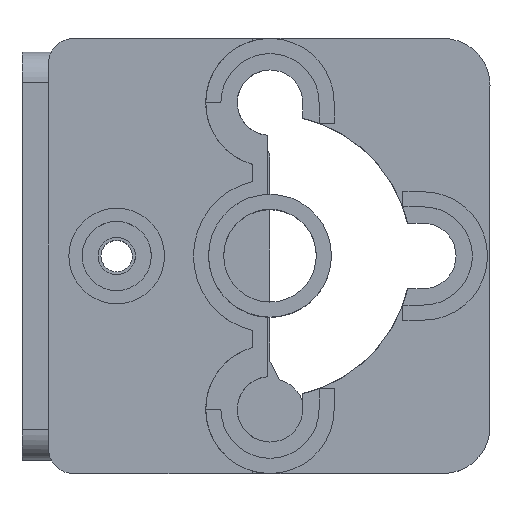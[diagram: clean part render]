
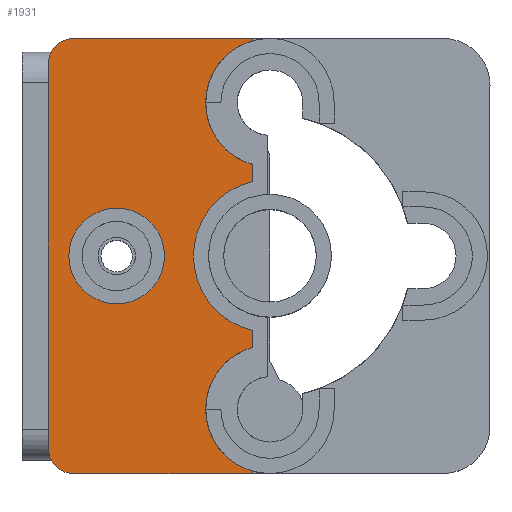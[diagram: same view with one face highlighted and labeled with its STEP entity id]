
A CAD part, top view. The second image highlights one B-rep face of the part: STEP entity #1931.
In plain terms, the highlighted planar face has unit normal (0, 0, 1).
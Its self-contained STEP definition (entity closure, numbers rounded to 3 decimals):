
#1274=CARTESIAN_POINT('POINT8707',(13.691,-7.514,
   28.854));
#1275=VERTEX_POINT('VERTEX8707',#1274);
#1282=CARTESIAN_POINT('POINT8708',(13.691,-9.24,
   28.854));
#1283=VERTEX_POINT('VERTEX8708',#1282);
#1284=CARTESIAN_POINT('POS14004',(13.691,0.,
   28.854));
#1285=DIRECTION('DIR20220',(0.,-1.,0.));
#1286=VECTOR('VEC7788',#1285,25.4);
#1287=LINE('STRAIGHT7788',#1284,#1286);
#1288=EDGE_CURVE('EDGE13120',#1275,#1283,#1287,.T.);
#1323=CARTESIAN_POINT('POINT8710',(13.691,-21.697,
   28.854));
#1324=VERTEX_POINT('VERTEX8710',#1323);
#1325=CARTESIAN_POINT('POS14009',(15.469,-15.469,
   28.854));
#1326=DIRECTION('DIR20227',(0.,0.,-1.));
#1327=DIRECTION('DIR20228',(0.,-1.,0.));
#1328=AXIS2_PLACEMENT_3D('AXIS6219',#1325,#1326,#1327);
#1329=CIRCLE('ELLIPSE2804',#1328,6.477);
#1330=EDGE_CURVE('EDGE13124',#1324,#1283,#1329,.T.);
#1350=CARTESIAN_POINT('POINT8713',(13.691,21.697,
   28.854));
#1351=VERTEX_POINT('VERTEX8713',#1350);
#1358=CARTESIAN_POINT('POINT8714',(13.691,9.24,
   28.854));
#1359=VERTEX_POINT('VERTEX8714',#1358);
#1360=CARTESIAN_POINT('POS14012',(15.469,15.469,28.854
   ));
#1361=DIRECTION('DIR20231',(0.,0.,-1.));
#1362=DIRECTION('DIR20232',(0.,-1.,0.));
#1363=AXIS2_PLACEMENT_3D('AXIS6220',#1360,#1361,#1362);
#1364=CIRCLE('ELLIPSE2805',#1363,6.477);
#1365=EDGE_CURVE('EDGE13129',#1359,#1351,#1364,.T.);
#1387=CARTESIAN_POINT('POINT8716',(13.691,7.514,
   28.854));
#1388=VERTEX_POINT('VERTEX8716',#1387);
#1400=EDGE_CURVE('EDGE13134',#1359,#1388,#1287,.T.);
#1406=CARTESIAN_POINT('POS14016',(15.469,0.,
   28.854));
#1407=DIRECTION('DIR20237',(0.,0.,-1.));
#1408=DIRECTION('DIR20238',(0.,-1.,0.));
#1409=AXIS2_PLACEMENT_3D('AXIS6222',#1406,#1407,#1408);
#1410=CIRCLE('ELLIPSE2807',#1409,7.722);
#1411=EDGE_CURVE('EDGE13135',#1275,#1388,#1410,.T.);
#1429=CARTESIAN_POINT('POINT8718',(0.,-4.826,
   28.854));
#1430=VERTEX_POINT('VERTEX8718',#1429);
#1438=CARTESIAN_POINT('POINT8719',(0.,4.826,
   28.854));
#1439=VERTEX_POINT('VERTEX8719',#1438);
#1446=CARTESIAN_POINT('POS14021',(0.,0.,
   28.854));
#1447=DIRECTION('DIR20245',(0.,0.,-1.));
#1448=DIRECTION('DIR20246',(0.,-1.,0.));
#1449=AXIS2_PLACEMENT_3D('AXIS6225',#1446,#1447,#1448);
#1450=CIRCLE('ELLIPSE2809',#1449,4.826);
#1451=EDGE_CURVE('EDGE13139',#1430,#1439,#1450,.T.);
#1462=EDGE_CURVE('EDGE13140',#1439,#1430,#1450,.T.);
#1507=CARTESIAN_POINT('POINT8724',(13.691,-21.946,
   28.854));
#1508=VERTEX_POINT('VERTEX8724',#1507);
#1509=EDGE_CURVE('EDGE13145',#1324,#1508,#1287,.T.);
#1860=CARTESIAN_POINT('POINT8748',(13.691,21.946,
   28.854));
#1861=VERTEX_POINT('VERTEX8748',#1860);
#1868=EDGE_CURVE('EDGE13182',#1861,#1351,#1287,.T.);
#1873=ORIENTED_EDGE('COEDGE26326',*,*,#1462,.T.);
#1874=ORIENTED_EDGE('COEDGE26327',*,*,#1451,.T.);
#1875=EDGE_LOOP('NONE',(#1873,#1874));
#1876=FACE_BOUND('LOOP1',#1875,.T.);
#1877=ORIENTED_EDGE('COEDGE26328',*,*,#1411,.T.);
#1878=ORIENTED_EDGE('COEDGE26329',*,*,#1400,.F.);
#1879=ORIENTED_EDGE('COEDGE26330',*,*,#1365,.T.);
#1880=ORIENTED_EDGE('COEDGE26331',*,*,#1868,.F.);
#1881=CARTESIAN_POINT('POINT8749',(-4.343,21.946,
   28.854));
#1882=VERTEX_POINT('VERTEX8749',#1881);
#1883=CARTESIAN_POINT('POS14057',(-1.676,21.946,
   28.854));
#1884=DIRECTION('DIR20303',(1.,0.,0.));
#1885=VECTOR('VEC7811',#1884,25.4);
#1886=LINE('STRAIGHT7811',#1883,#1885);
#1887=EDGE_CURVE('EDGE13183',#1882,#1861,#1886,.T.);
#1888=ORIENTED_EDGE('COEDGE26332',*,*,#1887,.F.);
#1889=CARTESIAN_POINT('POINT8750',(-6.883,19.406,
   28.854));
#1890=VERTEX_POINT('VERTEX8750',#1889);
#1891=CARTESIAN_POINT('POS14058',(-4.343,
   19.406,28.854));
#1892=DIRECTION('DIR20304',(0.,0.,-1.));
#1893=DIRECTION('DIR20305',(0.,1.,0.));
#1894=AXIS2_PLACEMENT_3D('AXIS6247',#1891,#1892,#1893);
#1895=CIRCLE('ELLIPSE2822',#1894,2.54);
#1896=EDGE_CURVE('EDGE13184',#1890,#1882,#1895,.T.);
#1897=ORIENTED_EDGE('COEDGE26333',*,*,#1896,.F.);
#1898=CARTESIAN_POINT('POINT8751',(-6.883,-19.406,
   28.854));
#1899=VERTEX_POINT('VERTEX8751',#1898);
#1900=CARTESIAN_POINT('POS14059',(-6.883,0.,28.854));
#1901=DIRECTION('DIR20306',(0.,1.,0.));
#1902=VECTOR('VEC7812',#1901,25.4);
#1903=LINE('STRAIGHT7812',#1900,#1902);
#1904=EDGE_CURVE('EDGE13185',#1899,#1890,#1903,.T.);
#1905=ORIENTED_EDGE('COEDGE26334',*,*,#1904,.F.);
#1906=CARTESIAN_POINT('POINT8752',(-4.343,
   -21.946,28.854));
#1907=VERTEX_POINT('VERTEX8752',#1906);
#1908=CARTESIAN_POINT('POS14060',(-4.343,
   -19.406,28.854));
#1909=DIRECTION('DIR20307',(0.,0.,-1.));
#1910=DIRECTION('DIR20308',(-1.,0.,0.));
#1911=AXIS2_PLACEMENT_3D('AXIS6248',#1908,#1909,#1910);
#1912=CIRCLE('ELLIPSE2823',#1911,2.54);
#1913=EDGE_CURVE('EDGE13186',#1907,#1899,#1912,.T.);
#1914=ORIENTED_EDGE('COEDGE26335',*,*,#1913,.F.);
#1915=CARTESIAN_POINT('POS14061',(16.98,-21.946,
   28.854));
#1916=DIRECTION('DIR20309',(-1.,0.,0.));
#1917=VECTOR('VEC7813',#1916,25.4);
#1918=LINE('STRAIGHT7813',#1915,#1917);
#1919=EDGE_CURVE('EDGE13187',#1508,#1907,#1918,.T.);
#1920=ORIENTED_EDGE('COEDGE26336',*,*,#1919,.F.);
#1921=ORIENTED_EDGE('COEDGE26337',*,*,#1509,.F.);
#1922=ORIENTED_EDGE('COEDGE26338',*,*,#1330,.T.);
#1923=ORIENTED_EDGE('COEDGE26339',*,*,#1288,.F.);
#1924=EDGE_LOOP('NONE',(#1877,#1878,#1879,#1880,#1888,#1897,#1905,#1914,
   #1920,#1921,#1922,#1923));
#1925=FACE_BOUND('LOOP1',#1924,.T.);
#1926=CARTESIAN_POINT('POS14062',(0.991,
   0.,28.854));
#1927=DIRECTION('DIR20310',(0.,0.,1.));
#1928=DIRECTION('DIR20311',(1.,0.,0.));
#1929=AXIS2_PLACEMENT_3D('AXIS6249',#1926,#1927,#1928);
#1930=PLANE('PLANE2258',#1929);
#1931=ADVANCED_FACE('FACE4664',(#1876,#1925),#1930,.T.);
